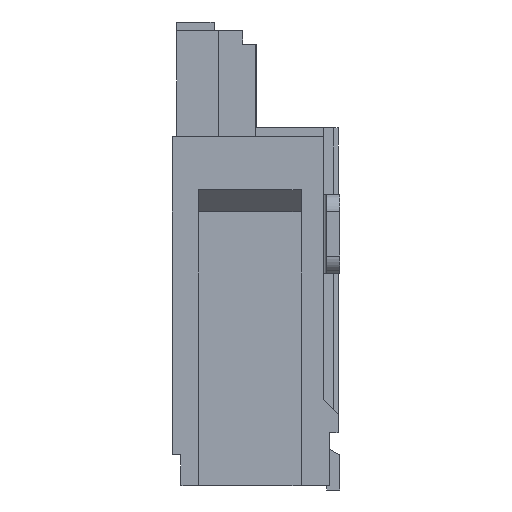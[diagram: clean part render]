
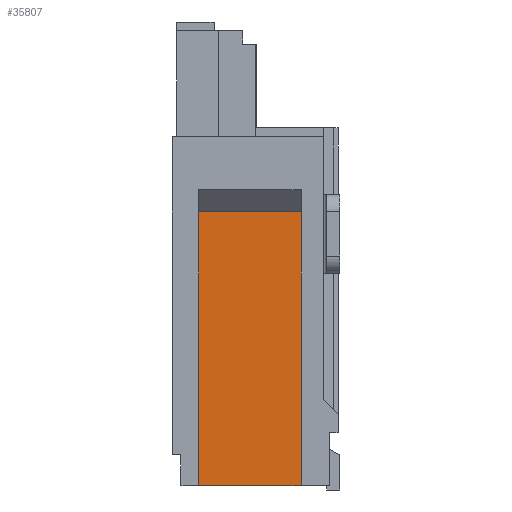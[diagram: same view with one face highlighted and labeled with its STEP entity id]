
A CAD part, left-side view. The second image highlights one B-rep face of the part: STEP entity #35807.
In plain terms, the highlighted planar face has unit normal (-1, 0, 0).
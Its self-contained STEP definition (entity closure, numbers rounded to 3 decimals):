
#12990=DIRECTION('',(0.,-1.,0.));
#12991=VECTOR('',#12990,1.16);
#12992=CARTESIAN_POINT('',(-6.85,1.58,-4.05));
#12993=LINE('',#12992,#12991);
#13014=DIRECTION('',(0.,1.,0.));
#13015=VECTOR('',#13014,1.16);
#13016=CARTESIAN_POINT('',(-6.85,0.42,-0.95));
#13017=LINE('',#13016,#13015);
#13018=DIRECTION('',(0.,0.,1.));
#13019=VECTOR('',#13018,3.1);
#13020=CARTESIAN_POINT('',(-6.85,1.58,-4.05));
#13021=LINE('',#13020,#13019);
#13030=DIRECTION('',(0.,0.,1.));
#13031=VECTOR('',#13030,3.1);
#13032=CARTESIAN_POINT('',(-6.85,0.42,-4.05));
#13033=LINE('',#13032,#13031);
#13625=CARTESIAN_POINT('',(-6.85,1.58,-4.05));
#13626=CARTESIAN_POINT('',(-6.85,0.42,-4.05));
#13627=VERTEX_POINT('',#13625);
#13628=VERTEX_POINT('',#13626);
#13695=CARTESIAN_POINT('',(-6.85,1.58,-0.95));
#13697=VERTEX_POINT('',#13695);
#13701=CARTESIAN_POINT('',(-6.85,0.42,-0.95));
#13702=VERTEX_POINT('',#13701);
#35793=CARTESIAN_POINT('',(-6.85,1.58,-4.05));
#35794=DIRECTION('',(1.,0.,0.));
#35795=DIRECTION('',(0.,-1.,0.));
#35796=AXIS2_PLACEMENT_3D('',#35793,#35794,#35795);
#35797=PLANE('',#35796);
#35799=ORIENTED_EDGE('',*,*,#35798,.F.);
#35801=ORIENTED_EDGE('',*,*,#35800,.F.);
#35802=ORIENTED_EDGE('',*,*,#35779,.F.);
#35804=ORIENTED_EDGE('',*,*,#35803,.T.);
#35805=EDGE_LOOP('',(#35799,#35801,#35802,#35804));
#35806=FACE_OUTER_BOUND('',#35805,.F.);
#35807=ADVANCED_FACE('',(#35806),#35797,.F.);
#35779=EDGE_CURVE('',#13627,#13628,#12993,.T.);
#35798=EDGE_CURVE('',#13702,#13697,#13017,.T.);
#35800=EDGE_CURVE('',#13628,#13702,#13033,.T.);
#35803=EDGE_CURVE('',#13627,#13697,#13021,.T.);
